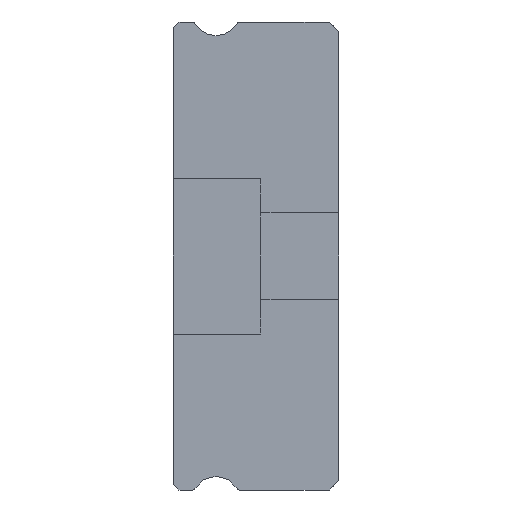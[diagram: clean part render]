
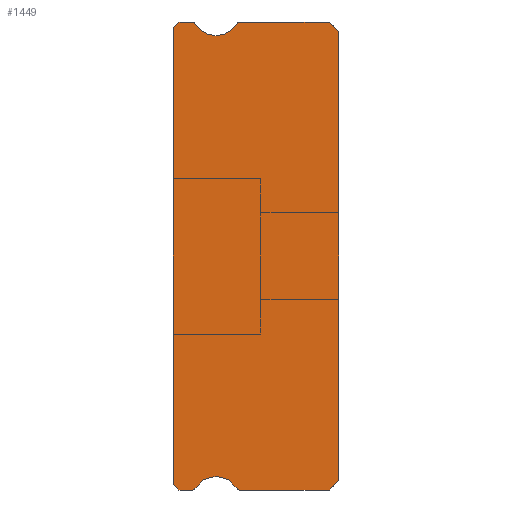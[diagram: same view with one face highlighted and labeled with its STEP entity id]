
A CAD part, left-side view. The second image highlights one B-rep face of the part: STEP entity #1449.
In plain terms, the highlighted planar face has unit normal (-1, 0, 0).
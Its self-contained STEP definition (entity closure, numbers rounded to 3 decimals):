
#49 = CARTESIAN_POINT ( 'NONE',  ( -5., 7.383, -11.925 ) ) ;
#90 = VERTEX_POINT ( 'NONE', #6749 ) ;
#106 = EDGE_CURVE ( 'NONE', #2015, #5091, #4894, .T. ) ;
#190 = CARTESIAN_POINT ( 'NONE',  ( -5., 7.512, 12. ) ) ;
#226 = EDGE_CURVE ( 'NONE', #7487, #3361, #4400, .T. ) ;
#247 = CARTESIAN_POINT ( 'NONE',  ( -5., 6.3, 12.55 ) ) ;
#250 = AXIS2_PLACEMENT_3D ( 'NONE', #7655, #3498, #443 ) ;
#303 = FACE_OUTER_BOUND ( 'NONE', #1338, .T. ) ;
#371 = VERTEX_POINT ( 'NONE', #1317 ) ;
#443 = DIRECTION ( 'NONE',  ( 0., 0., -1. ) ) ;
#594 = DIRECTION ( 'NONE',  ( 0., 0., 1. ) ) ;
#642 = ORIENTED_EDGE ( 'NONE', *, *, #2854, .F. ) ;
#665 = ORIENTED_EDGE ( 'NONE', *, *, #3869, .F. ) ;
#712 = DIRECTION ( 'NONE',  ( 0., 0., -1. ) ) ;
#718 = EDGE_CURVE ( 'NONE', #90, #7183, #2614, .T. ) ;
#768 = EDGE_CURVE ( 'NONE', #2563, #5925, #4853, .T. ) ;
#775 = CARTESIAN_POINT ( 'NONE',  ( -5., 0., -11.5 ) ) ;
#863 = DIRECTION ( 'NONE',  ( 0., 0., -1. ) ) ;
#974 = PLANE ( 'NONE',  #6429 ) ;
#1043 = CARTESIAN_POINT ( 'NONE',  ( -5., 5.217, -11.925 ) ) ;
#1151 = DIRECTION ( 'NONE',  ( 0., 0., -1. ) ) ;
#1168 = EDGE_CURVE ( 'NONE', #2274, #6764, #2526, .T. ) ;
#1250 = ORIENTED_EDGE ( 'NONE', *, *, #5634, .F. ) ;
#1278 = AXIS2_PLACEMENT_3D ( 'NONE', #247, #3862, #6362 ) ;
#1305 = ORIENTED_EDGE ( 'NONE', *, *, #5581, .F. ) ;
#1311 = CARTESIAN_POINT ( 'NONE',  ( -5., 0., 11.5 ) ) ;
#1317 = CARTESIAN_POINT ( 'NONE',  ( -5., 6.3, 11.3 ) ) ;
#1327 = ORIENTED_EDGE ( 'NONE', *, *, #768, .T. ) ;
#1338 = EDGE_LOOP ( 'NONE', ( #642, #7420, #7568, #3626, #6360, #4279, #3134, #1305, #3304, #3056, #7249, #665, #5499, #1250, #3841, #2618, #1327 ) ) ;
#1366 = DIRECTION ( 'NONE',  ( 0., 0.707, -0.707 ) ) ;
#1380 = DIRECTION ( 'NONE',  ( 0., -1., 0. ) ) ;
#1389 = VERTEX_POINT ( 'NONE', #5707 ) ;
#1409 = EDGE_CURVE ( 'NONE', #3076, #2015, #3387, .T. ) ;
#1449 = ADVANCED_FACE ( 'NONE', ( #303 ), #974, .F. ) ;
#1468 = VERTEX_POINT ( 'NONE', #4550 ) ;
#1505 = EDGE_CURVE ( 'NONE', #90, #2563, #4158, .T. ) ;
#1608 = VECTOR ( 'NONE', #5591, 1000. ) ;
#1653 = CIRCLE ( 'NONE', #1278, 1.25 ) ;
#1657 = CARTESIAN_POINT ( 'NONE',  ( -5., 7.512, -12. ) ) ;
#1816 = DIRECTION ( 'NONE',  ( 0., -0.707, -0.707 ) ) ;
#2013 = VECTOR ( 'NONE', #1366, 1000. ) ;
#2015 = VERTEX_POINT ( 'NONE', #1043 ) ;
#2092 = EDGE_CURVE ( 'NONE', #3361, #6122, #4878, .T. ) ;
#2170 = EDGE_CURVE ( 'NONE', #5091, #6764, #3600, .T. ) ;
#2250 = AXIS2_PLACEMENT_3D ( 'NONE', #5194, #5110, #863 ) ;
#2274 = VERTEX_POINT ( 'NONE', #3844 ) ;
#2378 = CARTESIAN_POINT ( 'NONE',  ( -5., 8.2, -12. ) ) ;
#2400 = CIRCLE ( 'NONE', #250, 0.15 ) ;
#2423 = CARTESIAN_POINT ( 'NONE',  ( -5., 8.5, 11.7 ) ) ;
#2526 = LINE ( 'NONE', #7389, #1608 ) ;
#2529 = DIRECTION ( 'NONE',  ( 0., -0.707, -0.707 ) ) ;
#2563 = VERTEX_POINT ( 'NONE', #3001 ) ;
#2614 = CIRCLE ( 'NONE', #4639, 0.15 ) ;
#2618 = ORIENTED_EDGE ( 'NONE', *, *, #1505, .T. ) ;
#2633 = VERTEX_POINT ( 'NONE', #7021 ) ;
#2687 = VECTOR ( 'NONE', #3612, 1000. ) ;
#2766 = DIRECTION ( 'NONE',  ( 1., 0., 0. ) ) ;
#2814 = LINE ( 'NONE', #1657, #3010 ) ;
#2854 = EDGE_CURVE ( 'NONE', #2633, #5925, #7366, .T. ) ;
#2995 = EDGE_CURVE ( 'NONE', #1389, #6122, #3695, .T. ) ;
#3001 = CARTESIAN_POINT ( 'NONE',  ( -5., 8.2, 12. ) ) ;
#3010 = VECTOR ( 'NONE', #7676, 1000. ) ;
#3053 = CARTESIAN_POINT ( 'NONE',  ( -5., 8.5, 11.85 ) ) ;
#3056 = ORIENTED_EDGE ( 'NONE', *, *, #2092, .F. ) ;
#3076 = VERTEX_POINT ( 'NONE', #5642 ) ;
#3104 = AXIS2_PLACEMENT_3D ( 'NONE', #4180, #6592, #1151 ) ;
#3134 = ORIENTED_EDGE ( 'NONE', *, *, #7265, .F. ) ;
#3271 = CARTESIAN_POINT ( 'NONE',  ( -5., 7.512, 11.85 ) ) ;
#3304 = ORIENTED_EDGE ( 'NONE', *, *, #2995, .T. ) ;
#3361 = VERTEX_POINT ( 'NONE', #6109 ) ;
#3387 = CIRCLE ( 'NONE', #2250, 0.15 ) ;
#3498 = DIRECTION ( 'NONE',  ( 1., 0., 0. ) ) ;
#3600 = CIRCLE ( 'NONE', #3984, 0.15 ) ;
#3612 = DIRECTION ( 'NONE',  ( 0., 0., 1. ) ) ;
#3626 = ORIENTED_EDGE ( 'NONE', *, *, #2170, .F. ) ;
#3643 = CARTESIAN_POINT ( 'NONE',  ( -5., 7.512, -11.85 ) ) ;
#3665 = CIRCLE ( 'NONE', #7837, 1.25 ) ;
#3695 = LINE ( 'NONE', #1311, #3706 ) ;
#3706 = VECTOR ( 'NONE', #594, 1000. ) ;
#3841 = ORIENTED_EDGE ( 'NONE', *, *, #718, .F. ) ;
#3844 = CARTESIAN_POINT ( 'NONE',  ( -5., 8.2, -12. ) ) ;
#3862 = DIRECTION ( 'NONE',  ( -1., 0., 0. ) ) ;
#3869 = EDGE_CURVE ( 'NONE', #7380, #7487, #2400, .T. ) ;
#3984 = AXIS2_PLACEMENT_3D ( 'NONE', #3643, #6741, #5471 ) ;
#4158 = LINE ( 'NONE', #5389, #7426 ) ;
#4180 = CARTESIAN_POINT ( 'NONE',  ( -5., 6.3, -12.55 ) ) ;
#4279 = ORIENTED_EDGE ( 'NONE', *, *, #1409, .F. ) ;
#4315 = CARTESIAN_POINT ( 'NONE',  ( -5., 6.3, 12.55 ) ) ;
#4400 = LINE ( 'NONE', #190, #7528 ) ;
#4505 = DIRECTION ( 'NONE',  ( 0., 0., -1. ) ) ;
#4550 = CARTESIAN_POINT ( 'NONE',  ( -5., 0.5, -12. ) ) ;
#4639 = AXIS2_PLACEMENT_3D ( 'NONE', #6117, #6032, #712 ) ;
#4775 = VECTOR ( 'NONE', #7217, 1000. ) ;
#4839 = EDGE_CURVE ( 'NONE', #371, #7380, #1653, .T. ) ;
#4842 = CARTESIAN_POINT ( 'NONE',  ( -5., 0.5, 12. ) ) ;
#4853 = LINE ( 'NONE', #2423, #4775 ) ;
#4878 = LINE ( 'NONE', #4842, #5384 ) ;
#4894 = CIRCLE ( 'NONE', #3104, 1.25 ) ;
#4988 = LINE ( 'NONE', #775, #2013 ) ;
#5091 = VERTEX_POINT ( 'NONE', #49 ) ;
#5110 = DIRECTION ( 'NONE',  ( 1., 0., 0. ) ) ;
#5194 = CARTESIAN_POINT ( 'NONE',  ( -5., 5.088, -11.85 ) ) ;
#5305 = DIRECTION ( 'NONE',  ( 0., 1., 0. ) ) ;
#5384 = VECTOR ( 'NONE', #2529, 1000. ) ;
#5389 = CARTESIAN_POINT ( 'NONE',  ( -5., 8.2, 12. ) ) ;
#5471 = DIRECTION ( 'NONE',  ( 0., 0., -1. ) ) ;
#5499 = ORIENTED_EDGE ( 'NONE', *, *, #4839, .F. ) ;
#5581 = EDGE_CURVE ( 'NONE', #1389, #1468, #4988, .T. ) ;
#5591 = DIRECTION ( 'NONE',  ( 0., -1., 0. ) ) ;
#5632 = CARTESIAN_POINT ( 'NONE',  ( -5., 5.088, 12. ) ) ;
#5634 = EDGE_CURVE ( 'NONE', #7183, #371, #3665, .T. ) ;
#5642 = CARTESIAN_POINT ( 'NONE',  ( -5., 5.088, -12. ) ) ;
#5707 = CARTESIAN_POINT ( 'NONE',  ( -5., 0., -11.5 ) ) ;
#5733 = CARTESIAN_POINT ( 'NONE',  ( -5., 7.512, -12. ) ) ;
#5759 = CARTESIAN_POINT ( 'NONE',  ( -5., 7.383, 11.925 ) ) ;
#5925 = VERTEX_POINT ( 'NONE', #6525 ) ;
#6025 = LINE ( 'NONE', #2378, #7662 ) ;
#6032 = DIRECTION ( 'NONE',  ( 1., 0., 0. ) ) ;
#6109 = CARTESIAN_POINT ( 'NONE',  ( -5., 0.5, 12. ) ) ;
#6117 = CARTESIAN_POINT ( 'NONE',  ( -5., 7.512, 11.85 ) ) ;
#6122 = VERTEX_POINT ( 'NONE', #6830 ) ;
#6144 = CARTESIAN_POINT ( 'NONE',  ( -5., 5.217, 11.925 ) ) ;
#6360 = ORIENTED_EDGE ( 'NONE', *, *, #106, .F. ) ;
#6362 = DIRECTION ( 'NONE',  ( 0., 0., -1. ) ) ;
#6429 = AXIS2_PLACEMENT_3D ( 'NONE', #3271, #2766, #4505 ) ;
#6525 = CARTESIAN_POINT ( 'NONE',  ( -5., 8.5, 11.7 ) ) ;
#6592 = DIRECTION ( 'NONE',  ( -1., 0., 0. ) ) ;
#6741 = DIRECTION ( 'NONE',  ( 1., 0., 0. ) ) ;
#6749 = CARTESIAN_POINT ( 'NONE',  ( -5., 7.512, 12. ) ) ;
#6764 = VERTEX_POINT ( 'NONE', #5733 ) ;
#6802 = DIRECTION ( 'NONE',  ( -1., 0., 0. ) ) ;
#6830 = CARTESIAN_POINT ( 'NONE',  ( -5., 0., 11.5 ) ) ;
#7021 = CARTESIAN_POINT ( 'NONE',  ( -5., 8.5, -11.7 ) ) ;
#7183 = VERTEX_POINT ( 'NONE', #5759 ) ;
#7217 = DIRECTION ( 'NONE',  ( 0., 0.707, -0.707 ) ) ;
#7249 = ORIENTED_EDGE ( 'NONE', *, *, #226, .F. ) ;
#7265 = EDGE_CURVE ( 'NONE', #1468, #3076, #2814, .T. ) ;
#7307 = DIRECTION ( 'NONE',  ( 0., 0., -1. ) ) ;
#7366 = LINE ( 'NONE', #3053, #2687 ) ;
#7380 = VERTEX_POINT ( 'NONE', #6144 ) ;
#7389 = CARTESIAN_POINT ( 'NONE',  ( -5., 7.512, -12. ) ) ;
#7420 = ORIENTED_EDGE ( 'NONE', *, *, #7787, .T. ) ;
#7426 = VECTOR ( 'NONE', #5305, 1000. ) ;
#7487 = VERTEX_POINT ( 'NONE', #5632 ) ;
#7528 = VECTOR ( 'NONE', #1380, 1000. ) ;
#7568 = ORIENTED_EDGE ( 'NONE', *, *, #1168, .T. ) ;
#7655 = CARTESIAN_POINT ( 'NONE',  ( -5., 5.088, 11.85 ) ) ;
#7662 = VECTOR ( 'NONE', #1816, 1000. ) ;
#7676 = DIRECTION ( 'NONE',  ( 0., 1., 0. ) ) ;
#7787 = EDGE_CURVE ( 'NONE', #2633, #2274, #6025, .T. ) ;
#7837 = AXIS2_PLACEMENT_3D ( 'NONE', #4315, #6802, #7307 ) ;
